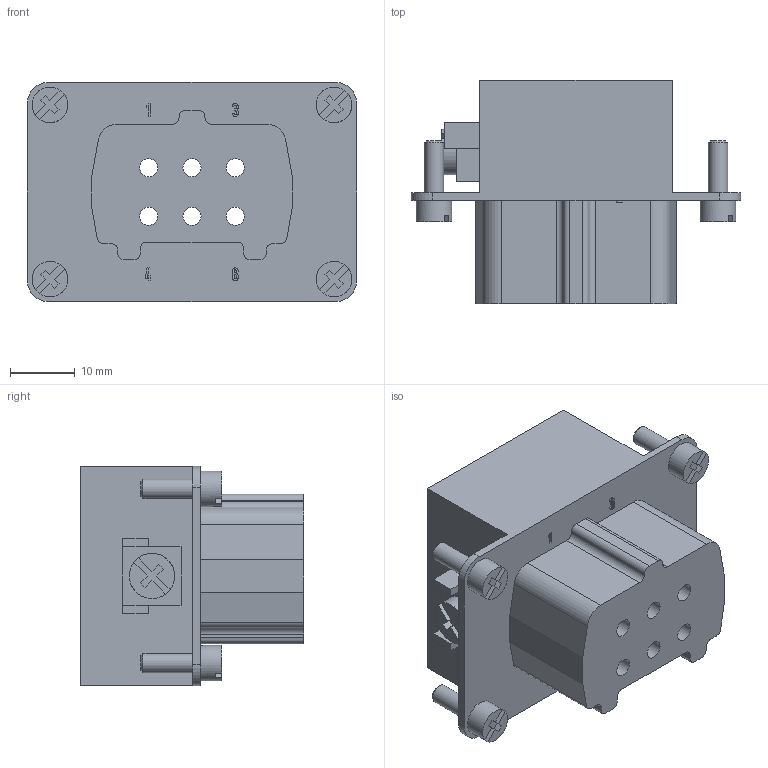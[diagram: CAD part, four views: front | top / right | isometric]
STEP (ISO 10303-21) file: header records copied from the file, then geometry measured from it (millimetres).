
FILE_DESCRIPTION( ( 'STEP AP203' ), ' ' );
FILE_NAME( '09330062701.stp', '2016-03-10T08:48:01', ( '' ), ( '' ), ' ', 'PARTsolutions', ' ' );
FILE_SCHEMA( ( 'CONFIG_CONTROL_DESIGN' ) );
Length unit declared in the file: millimetre
Products named in the file (1): _09330062701
Bounding box: 51 x 34.6 x 34 mm (x, y, z)
Volume: 28569.9 mm3; surface area: 10107.1 mm2
Topology: 1 solids, 1 shells, 268 faces, 733 edges, 488 vertices
Faces by surface type: plane 201, cylinder 63, cone 4
Full cylindrical faces by diameter (mm): 2.8 x6, 3 x4, 5.5 x4, 7 x1
Entity records: 8338 total; most frequent: CARTESIAN_POINT 1453, ORIENTED_EDGE 1410, DIRECTION 1388, EDGE_CURVE 705, LINE 560, VECTOR 560, VERTEX_POINT 479, AXIS2_PLACEMENT_3D 414
